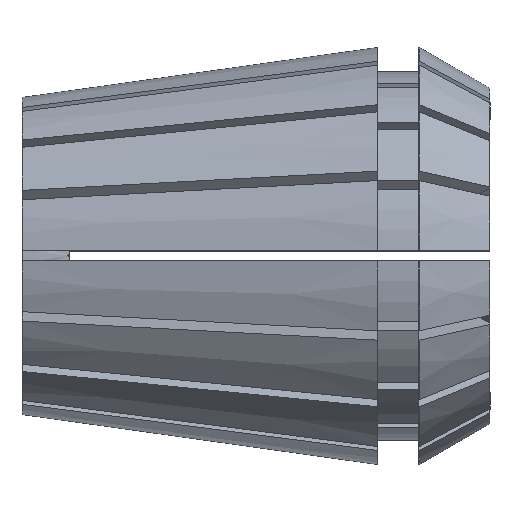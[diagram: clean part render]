
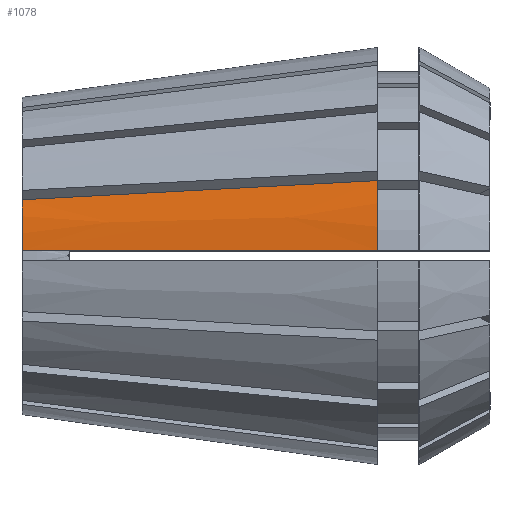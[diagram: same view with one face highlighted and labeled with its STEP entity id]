
A CAD part, top view. The second image highlights one B-rep face of the part: STEP entity #1078.
In plain terms, the highlighted conical face has half-angle 8 degrees and reference radius 20.5 mm.
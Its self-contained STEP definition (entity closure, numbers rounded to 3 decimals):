
#230 = CONICAL_SURFACE ( 'NONE', #842, 20.5, 0.14 ) ;
#339 = VERTEX_POINT ( 'NONE', #3470 ) ;
#360 = VERTEX_POINT ( 'NONE', #3773 ) ;
#529 = ORIENTED_EDGE ( 'NONE', *, *, #3591, .T. ) ;
#548 = FACE_OUTER_BOUND ( 'NONE', #1020, .T. ) ;
#693 = ORIENTED_EDGE ( 'NONE', *, *, #2688, .F. ) ;
#699 = DIRECTION ( 'NONE',  ( -1., 0., 0. ) ) ;
#771 = ORIENTED_EDGE ( 'NONE', *, *, #3127, .F. ) ;
#842 = AXIS2_PLACEMENT_3D ( 'NONE', #6247, #6229, #6210 ) ;
#1020 = EDGE_LOOP ( 'NONE', ( #3080, #529, #693, #771 ) ) ;
#1078 = ADVANCED_FACE ( 'NONE', ( #548 ), #230, .T. ) ;
#1507 = CARTESIAN_POINT ( 'NONE',  ( 0., 0.5, 15.587 ) ) ;
#1619 = CARTESIAN_POINT ( 'NONE',  ( 1.43, 0.5, 15.789 ) ) ;
#1682 = CARTESIAN_POINT ( 'NONE',  ( 34.9, 7.381, 19.126 ) ) ;
#1724 = CARTESIAN_POINT ( 'NONE',  ( 2.86, 0.5, 15.99 ) ) ;
#1753 = CARTESIAN_POINT ( 'NONE',  ( 4.29, 0.5, 16.191 ) ) ;
#1795 = CARTESIAN_POINT ( 'NONE',  ( 13.678, 0.5, 17.511 ) ) ;
#1926 = AXIS2_PLACEMENT_3D ( 'NONE', #4110, #2680, #3283 ) ;
#2230 = CARTESIAN_POINT ( 'NONE',  ( 23.267, 6.755, 17.615 ) ) ;
#2232 = CIRCLE ( 'NONE', #1926, 15.595 ) ;
#2388 = CARTESIAN_POINT ( 'NONE',  ( 32.452, 0.5, 20.15 ) ) ;
#2605 = B_SPLINE_CURVE_WITH_KNOTS ( 'NONE', 3,
 ( #1682, #2230, #5965, #2758 ),
 .UNSPECIFIED., .F., .F.,
 ( 4, 4 ),
 ( 0., 0.035 ),
 .UNSPECIFIED. ) ;
#2680 = DIRECTION ( 'NONE',  ( -1., 0., 0. ) ) ;
#2688 = EDGE_CURVE ( 'NONE', #339, #360, #2232, .T. ) ;
#2758 = CARTESIAN_POINT ( 'NONE',  ( 0., 5.503, 14.592 ) ) ;
#2872 = CARTESIAN_POINT ( 'NONE',  ( 33.268, 0.5, 20.265 ) ) ;
#2946 = CARTESIAN_POINT ( 'NONE',  ( 23.065, 0.5, 18.83 ) ) ;
#3080 = ORIENTED_EDGE ( 'NONE', *, *, #4386, .T. ) ;
#3127 = EDGE_CURVE ( 'NONE', #4308, #339, #6699, .T. ) ;
#3139 = CARTESIAN_POINT ( 'NONE',  ( 34.9, 7.381, 19.126 ) ) ;
#3165 = CARTESIAN_POINT ( 'NONE',  ( 34.9, 0.5, 20.494 ) ) ;
#3189 = CARTESIAN_POINT ( 'NONE',  ( 34.084, 0.5, 20.38 ) ) ;
#3202 = CIRCLE ( 'NONE', #4424, 20.5 ) ;
#3274 = CARTESIAN_POINT ( 'NONE',  ( 34.9, 0.5, 20.494 ) ) ;
#3283 = DIRECTION ( 'NONE',  ( 0., 0., 1. ) ) ;
#3470 = CARTESIAN_POINT ( 'NONE',  ( 0., 0.5, 15.587 ) ) ;
#3591 = EDGE_CURVE ( 'NONE', #5791, #360, #2605, .T. ) ;
#3773 = CARTESIAN_POINT ( 'NONE',  ( 0., 5.503, 14.592 ) ) ;
#3978 = CARTESIAN_POINT ( 'NONE',  ( 34.9, 0., 0. ) ) ;
#4110 = CARTESIAN_POINT ( 'NONE',  ( 0., 0., 0. ) ) ;
#4308 = VERTEX_POINT ( 'NONE', #3274 ) ;
#4386 = EDGE_CURVE ( 'NONE', #4308, #5791, #3202, .T. ) ;
#4424 = AXIS2_PLACEMENT_3D ( 'NONE', #3978, #699, #4534 ) ;
#4534 = DIRECTION ( 'NONE',  ( 0., 0., 1. ) ) ;
#5791 = VERTEX_POINT ( 'NONE', #3139 ) ;
#5965 = CARTESIAN_POINT ( 'NONE',  ( 11.633, 6.129, 16.104 ) ) ;
#6210 = DIRECTION ( 'NONE',  ( 0., 0., -1. ) ) ;
#6229 = DIRECTION ( 'NONE',  ( 1., 0., 0. ) ) ;
#6247 = CARTESIAN_POINT ( 'NONE',  ( 34.9, 0., 0. ) ) ;
#6699 = B_SPLINE_CURVE_WITH_KNOTS ( 'NONE', 3,
 ( #3165, #3189, #2872, #2388, #2946, #1795, #1753, #1724, #1619, #1507 ),
 .UNSPECIFIED., .F., .F.,
 ( 4, 3, 3, 4 ),
 ( 0.076, 0.079, 0.107, 0.111 ),
 .UNSPECIFIED. ) ;
